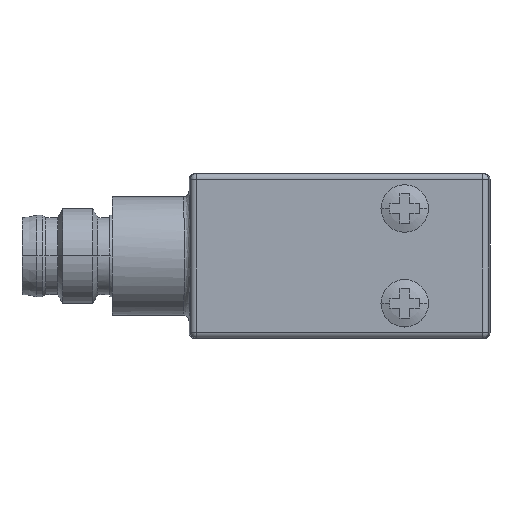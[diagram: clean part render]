
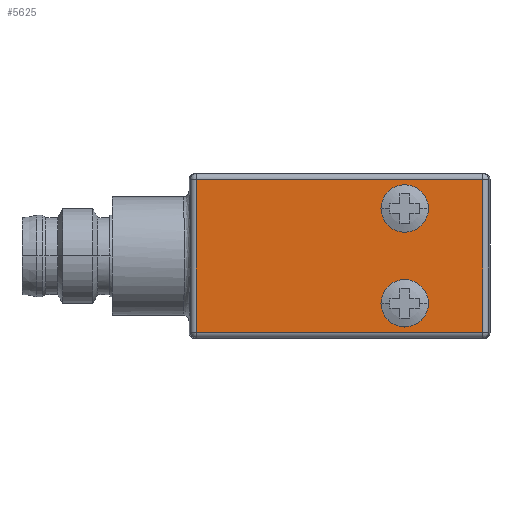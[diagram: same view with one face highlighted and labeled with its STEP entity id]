
A CAD part, top view. The second image highlights one B-rep face of the part: STEP entity #5625.
In plain terms, the highlighted planar face has unit normal (0, 0, 1).
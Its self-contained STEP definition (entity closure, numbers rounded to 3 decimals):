
#1435=CARTESIAN_POINT('',(-4.2,4.,2.9));
#1436=DIRECTION('',(0.,0.,1.));
#1437=DIRECTION('',(0.,1.,0.));
#1438=AXIS2_PLACEMENT_3D('',#1435,#1436,#1437);
#1830=CARTESIAN_POINT('',(-4.2,4.,2.9));
#1831=DIRECTION('',(0.,0.,1.));
#1832=DIRECTION('',(0.,-1.,0.));
#1833=AXIS2_PLACEMENT_3D('',#1830,#1831,#1832);
#1853=DIRECTION('',(-1.,0.,0.));
#1854=VECTOR('',#1853,24.194);
#1855=CARTESIAN_POINT('',(2.397,-6.45,2.9));
#1856=LINE('',#1855,#1854);
#1891=DIRECTION('',(0.,-1.,0.));
#1892=VECTOR('',#1891,12.9);
#1893=CARTESIAN_POINT('',(2.397,6.45,2.9));
#1894=LINE('',#1893,#1892);
#2143=DIRECTION('',(-1.,0.,0.));
#2144=VECTOR('',#2143,24.194);
#2145=CARTESIAN_POINT('',(2.397,6.45,2.9));
#2146=LINE('',#2145,#2144);
#2173=DIRECTION('',(0.,1.,0.));
#2174=VECTOR('',#2173,12.9);
#2175=CARTESIAN_POINT('',(-21.797,-6.45,2.9));
#2176=LINE('',#2175,#2174);
#4236=CARTESIAN_POINT('',(-4.2,-4.,2.9));
#4237=DIRECTION('',(0.,0.,1.));
#4238=DIRECTION('',(0.,-1.,0.));
#4239=AXIS2_PLACEMENT_3D('',#4236,#4237,#4238);
#4289=CARTESIAN_POINT('',(-4.2,-4.,2.9));
#4290=DIRECTION('',(0.,0.,1.));
#4291=DIRECTION('',(0.,1.,0.));
#4292=AXIS2_PLACEMENT_3D('',#4289,#4290,#4291);
#4719=CARTESIAN_POINT('',(2.397,-6.45,2.9));
#4720=CARTESIAN_POINT('',(-21.797,-6.45,2.9));
#4721=VERTEX_POINT('',#4719);
#4722=VERTEX_POINT('',#4720);
#4731=CARTESIAN_POINT('',(-21.797,6.45,2.9));
#4732=VERTEX_POINT('',#4731);
#4737=CARTESIAN_POINT('',(2.397,6.45,2.9));
#4738=VERTEX_POINT('',#4737);
#4771=CARTESIAN_POINT('',(-4.2,-5.085,2.9));
#4772=CARTESIAN_POINT('',(-4.2,-2.915,2.9));
#4773=VERTEX_POINT('',#4771);
#4774=VERTEX_POINT('',#4772);
#4775=CARTESIAN_POINT('',(-4.2,5.085,2.9));
#4776=CARTESIAN_POINT('',(-4.2,2.915,2.9));
#4777=VERTEX_POINT('',#4775);
#4778=VERTEX_POINT('',#4776);
#5600=CARTESIAN_POINT('',(3.,0.,2.9));
#5601=DIRECTION('',(0.,0.,-1.));
#5602=DIRECTION('',(0.,1.,0.));
#5603=AXIS2_PLACEMENT_3D('',#5600,#5601,#5602);
#5604=PLANE('',#5603);
#5606=ORIENTED_EDGE('',*,*,#5605,.T.);
#5608=ORIENTED_EDGE('',*,*,#5607,.T.);
#5610=ORIENTED_EDGE('',*,*,#5609,.F.);
#5612=ORIENTED_EDGE('',*,*,#5611,.T.);
#5613=EDGE_LOOP('',(#5606,#5608,#5610,#5612));
#5614=FACE_OUTER_BOUND('',#5613,.F.);
#5616=ORIENTED_EDGE('',*,*,#5615,.T.);
#5618=ORIENTED_EDGE('',*,*,#5617,.T.);
#5619=EDGE_LOOP('',(#5616,#5618));
#5620=FACE_BOUND('',#5619,.F.);
#5621=ORIENTED_EDGE('',*,*,#5586,.T.);
#5622=ORIENTED_EDGE('',*,*,#5131,.T.);
#5623=EDGE_LOOP('',(#5621,#5622));
#5624=FACE_BOUND('',#5623,.F.);
#5625=ADVANCED_FACE('',(#5614,#5620,#5624),#5604,.F.);
#1439=CIRCLE('',#1438,1.085);
#1834=CIRCLE('',#1833,1.085);
#4240=CIRCLE('',#4239,1.085);
#4293=CIRCLE('',#4292,1.085);
#5131=EDGE_CURVE('',#4777,#4778,#1439,.T.);
#5586=EDGE_CURVE('',#4778,#4777,#1834,.T.);
#5605=EDGE_CURVE('',#4721,#4722,#1856,.T.);
#5607=EDGE_CURVE('',#4722,#4732,#2176,.T.);
#5609=EDGE_CURVE('',#4738,#4732,#2146,.T.);
#5611=EDGE_CURVE('',#4738,#4721,#1894,.T.);
#5615=EDGE_CURVE('',#4773,#4774,#4240,.T.);
#5617=EDGE_CURVE('',#4774,#4773,#4293,.T.);
